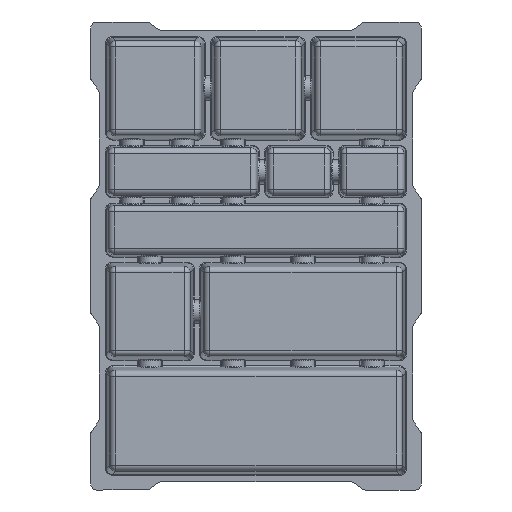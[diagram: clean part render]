
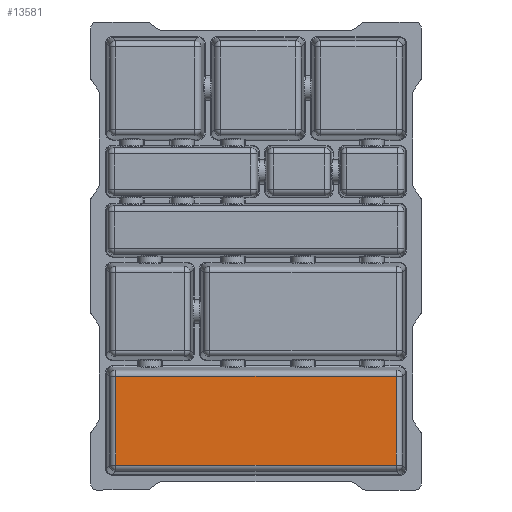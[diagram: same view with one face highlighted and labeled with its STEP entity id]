
A CAD part, front view. The second image highlights one B-rep face of the part: STEP entity #13581.
In plain terms, the highlighted planar face has unit normal (0, -1, 0).
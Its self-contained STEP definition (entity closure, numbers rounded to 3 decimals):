
#159 = LINE ( 'NONE', #38447, #13905 ) ;
#830 = ORIENTED_EDGE ( 'NONE', *, *, #20261, .T. ) ;
#1220 = EDGE_CURVE ( 'NONE', #26423, #32177, #21146, .T. ) ;
#2328 = DIRECTION ( 'NONE',  ( 0., 1., 0. ) ) ;
#2756 = LINE ( 'NONE', #20433, #34745 ) ;
#3266 = VECTOR ( 'NONE', #18412, 1000. ) ;
#5792 = CARTESIAN_POINT ( 'NONE',  ( -116.373, 37., -173.373 ) ) ;
#6012 = DIRECTION ( 'NONE',  ( 0., 0., 1. ) ) ;
#8352 = CARTESIAN_POINT ( 'NONE',  ( 116.373, 37., -94.882 ) ) ;
#10380 = ORIENTED_EDGE ( 'NONE', *, *, #22464, .T. ) ;
#11089 = EDGE_CURVE ( 'NONE', #32177, #35242, #2756, .T. ) ;
#12464 = EDGE_LOOP ( 'NONE', ( #10380, #830, #31124, #23447 ) ) ;
#12942 = VERTEX_POINT ( 'NONE', #28084 ) ;
#13581 = ADVANCED_FACE ( 'NONE', ( #28560 ), #25850, .F. ) ;
#13748 = AXIS2_PLACEMENT_3D ( 'NONE', #20383, #2328, #6012 ) ;
#13905 = VECTOR ( 'NONE', #18220, 1000. ) ;
#15497 = CARTESIAN_POINT ( 'NONE',  ( -116.373, 37., -178.118 ) ) ;
#18220 = DIRECTION ( 'NONE',  ( -1., 0., 0. ) ) ;
#18412 = DIRECTION ( 'NONE',  ( 0., 0., -1. ) ) ;
#19580 = VECTOR ( 'NONE', #20184, 1000. ) ;
#20184 = DIRECTION ( 'NONE',  ( 0., 0., 1. ) ) ;
#20261 = EDGE_CURVE ( 'NONE', #12942, #26423, #159, .T. ) ;
#20383 = CARTESIAN_POINT ( 'NONE',  ( 0., 37., 0. ) ) ;
#20433 = CARTESIAN_POINT ( 'NONE',  ( 121.118, 37., -173.373 ) ) ;
#21146 = LINE ( 'NONE', #15497, #3266 ) ;
#22464 = EDGE_CURVE ( 'NONE', #35242, #12942, #34970, .T. ) ;
#23447 = ORIENTED_EDGE ( 'NONE', *, *, #11089, .T. ) ;
#25850 = PLANE ( 'NONE',  #13748 ) ;
#26423 = VERTEX_POINT ( 'NONE', #33947 ) ;
#28084 = CARTESIAN_POINT ( 'NONE',  ( 116.373, 37., -99.627 ) ) ;
#28560 = FACE_OUTER_BOUND ( 'NONE', #12464, .T. ) ;
#31124 = ORIENTED_EDGE ( 'NONE', *, *, #1220, .T. ) ;
#31799 = CARTESIAN_POINT ( 'NONE',  ( 116.373, 37., -173.373 ) ) ;
#32177 = VERTEX_POINT ( 'NONE', #5792 ) ;
#32304 = DIRECTION ( 'NONE',  ( 1., 0., 0. ) ) ;
#33947 = CARTESIAN_POINT ( 'NONE',  ( -116.373, 37., -99.627 ) ) ;
#34745 = VECTOR ( 'NONE', #32304, 1000. ) ;
#34970 = LINE ( 'NONE', #8352, #19580 ) ;
#35242 = VERTEX_POINT ( 'NONE', #31799 ) ;
#38447 = CARTESIAN_POINT ( 'NONE',  ( -121.118, 37., -99.627 ) ) ;
